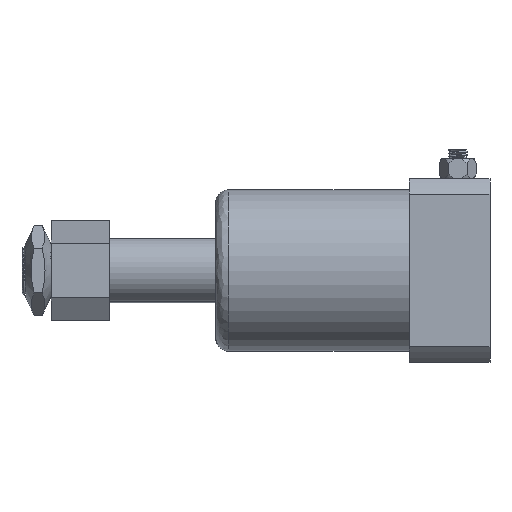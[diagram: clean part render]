
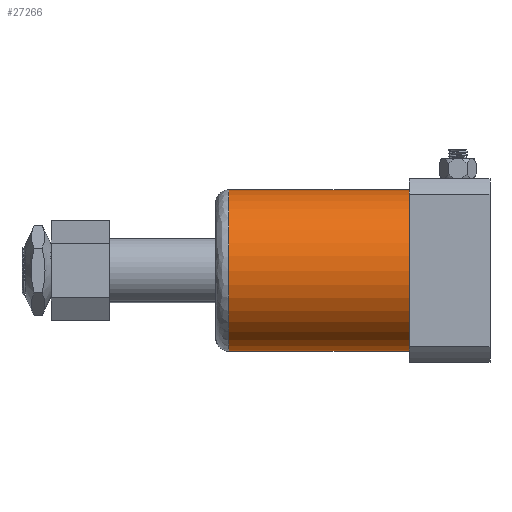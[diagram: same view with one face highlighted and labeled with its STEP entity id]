
A CAD part, left-side view. The second image highlights one B-rep face of the part: STEP entity #27266.
In plain terms, the highlighted cylindrical face has radius 25 mm (diameter 50 mm), a partial arc.
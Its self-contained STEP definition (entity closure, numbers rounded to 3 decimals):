
#2141 = ORIENTED_EDGE ( 'NONE', *, *, #33845, .T. ) ;
#3775 = VERTEX_POINT ( 'NONE', #14796 ) ;
#4025 = VERTEX_POINT ( 'NONE', #13611 ) ;
#6159 = DIRECTION ( 'NONE',  ( 0., -1., 0. ) ) ;
#7642 = DIRECTION ( 'NONE',  ( 0., 1., 0. ) ) ;
#8372 = AXIS2_PLACEMENT_3D ( 'NONE', #23083, #6159, #25879 ) ;
#9489 = DIRECTION ( 'NONE',  ( 0., 1., 0. ) ) ;
#9847 = AXIS2_PLACEMENT_3D ( 'NONE', #35102, #15423, #18432 ) ;
#10985 = CARTESIAN_POINT ( 'NONE',  ( 0., 25., 25. ) ) ;
#11225 = AXIS2_PLACEMENT_3D ( 'NONE', #24554, #7642, #27382 ) ;
#11656 = ORIENTED_EDGE ( 'NONE', *, *, #17304, .T. ) ;
#11730 = DIRECTION ( 'NONE',  ( 0., 1., 0. ) ) ;
#11916 = CYLINDRICAL_SURFACE ( 'NONE', #9847, 25. ) ;
#13611 = CARTESIAN_POINT ( 'NONE',  ( 0., 25., -25. ) ) ;
#14796 = CARTESIAN_POINT ( 'NONE',  ( 0., 81., 25. ) ) ;
#15017 = CARTESIAN_POINT ( 'NONE',  ( 0., 25., -25. ) ) ;
#15423 = DIRECTION ( 'NONE',  ( 0., 1., 0. ) ) ;
#17304 = EDGE_CURVE ( 'NONE', #3775, #25157, #24973, .T. ) ;
#18432 = DIRECTION ( 'NONE',  ( 0., 0., 1. ) ) ;
#19355 = LINE ( 'NONE', #15017, #33376 ) ;
#21129 = CIRCLE ( 'NONE', #11225, 25. ) ;
#21290 = FACE_OUTER_BOUND ( 'NONE', #28861, .T. ) ;
#22390 = CARTESIAN_POINT ( 'NONE',  ( 0., 25., 25. ) ) ;
#22699 = VERTEX_POINT ( 'NONE', #22390 ) ;
#23083 = CARTESIAN_POINT ( 'NONE',  ( 0., 81., 0. ) ) ;
#23955 = EDGE_CURVE ( 'NONE', #22699, #3775, #24752, .T. ) ;
#24554 = CARTESIAN_POINT ( 'NONE',  ( 0., 25., 0. ) ) ;
#24752 = LINE ( 'NONE', #10985, #32206 ) ;
#24973 = CIRCLE ( 'NONE', #8372, 25. ) ;
#25157 = VERTEX_POINT ( 'NONE', #34824 ) ;
#25879 = DIRECTION ( 'NONE',  ( 0., 0., 1. ) ) ;
#27266 = ADVANCED_FACE ( 'NONE', ( #21290 ), #11916, .T. ) ;
#27382 = DIRECTION ( 'NONE',  ( 0., 0., 1. ) ) ;
#28861 = EDGE_LOOP ( 'NONE', ( #30061, #2141, #30775, #11656 ) ) ;
#30061 = ORIENTED_EDGE ( 'NONE', *, *, #31776, .F. ) ;
#30775 = ORIENTED_EDGE ( 'NONE', *, *, #23955, .T. ) ;
#31776 = EDGE_CURVE ( 'NONE', #4025, #25157, #19355, .T. ) ;
#32206 = VECTOR ( 'NONE', #11730, 1000. ) ;
#33376 = VECTOR ( 'NONE', #9489, 1000. ) ;
#33845 = EDGE_CURVE ( 'NONE', #4025, #22699, #21129, .T. ) ;
#34824 = CARTESIAN_POINT ( 'NONE',  ( 0., 81., -25. ) ) ;
#35102 = CARTESIAN_POINT ( 'NONE',  ( 0., 25., 0. ) ) ;
